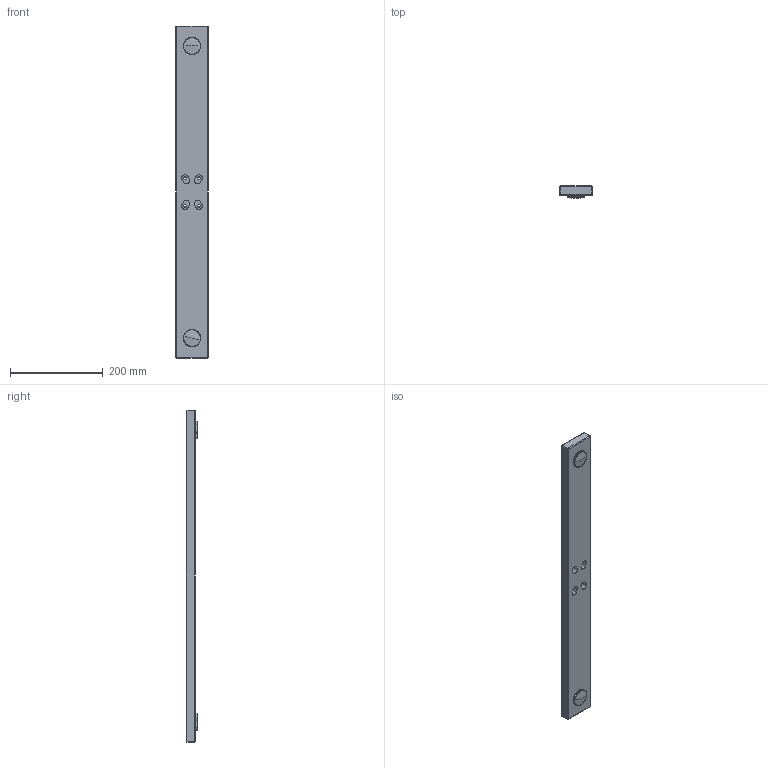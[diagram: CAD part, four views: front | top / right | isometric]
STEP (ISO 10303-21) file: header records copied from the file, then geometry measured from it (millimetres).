
FILE_DESCRIPTION (( 'STEP AP203' ), '1' );
FILE_NAME ('Typ C T-Fuß.STEP', '2016-04-15T06:54:25', ( 'admin' ), ( 'Hewlett-Packard Company' ), 'SwSTEP 2.0', 'SolidWorks 2014', '' );
FILE_SCHEMA (( 'CONFIG_CONTROL_DESIGN' ));
Length unit declared in the file: millimetre
Products named in the file (1): Typ C T-Fuﾟ
Bounding box: 70 x 25.65 x 716 mm (x, y, z)
Volume: 992239.2 mm3; surface area: 134364.2 mm2
Topology: 1 solids, 1 shells, 986 faces, 2904 edges, 1922 vertices
Faces by surface type: cylinder 744, torus 200, plane 30, sphere 12
Entity records: 34977 total; most frequent: CARTESIAN_POINT 9265, ORIENTED_EDGE 5792, DIRECTION 5162, EDGE_CURVE 2896, AXIS2_PLACEMENT_3D 2179, VERTEX_POINT 1922, CIRCLE 1192, EDGE_LOOP 1004
